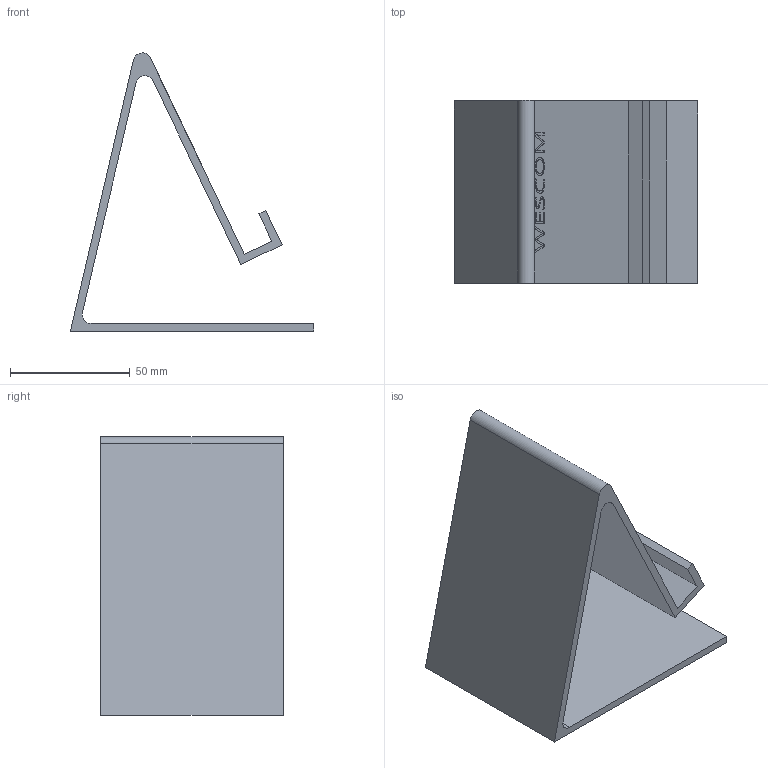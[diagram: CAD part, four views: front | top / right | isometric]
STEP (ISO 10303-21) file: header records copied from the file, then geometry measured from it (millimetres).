
FILE_DESCRIPTION(/* description */ ('STEP AP242','CAx-IF Rec.Pracs.---Representation and Presentation of Product Manufacturing Information (PMI)---4.0---2014-10-13','CAx-IF Rec.Pracs.---3D Tessellated Geometry---0.4---2014-09-14','2;1'),/* implementation_level */ '2;1');
FILE_NAME(/* name */ '68ad1768922c3160368a2af8',/* time_stamp */ '2025-08-26T02:09:44Z',/* author */ (''),/* organization */ (''),/* preprocessor_version */ 'ST-DEVELOPER v20',/* originating_system */ 'ONSHAPE BY PTC INC, 1.202',/* authorisation */ ' ');
FILE_SCHEMA (('AP242_MANAGED_MODEL_BASED_3D_ENGINEERING_MIM_LF { 1 0 10303 442 1 1 4 }'));
Length unit declared in the file: metre
Products named in the file (1): Part 1
Bounding box: 101.6 x 76.2 x 116.17 mm (x, y, z)
Volume: 84766.9 mm3; surface area: 53903.7 mm2
Topology: 1 solids, 1 shells, 130 faces, 363 edges, 242 vertices
Faces by surface type: plane 66, bspline 55, cylinder 9
Entity records: 4347 total; most frequent: CARTESIAN_POINT 1341, ORIENTED_EDGE 726, DIRECTION 423, EDGE_CURVE 363, VERTEX_POINT 242, LINE 235, VECTOR 235, EDGE_LOOP 137
